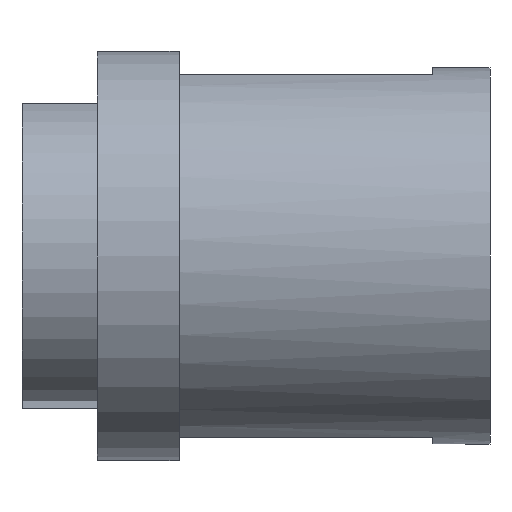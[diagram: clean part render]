
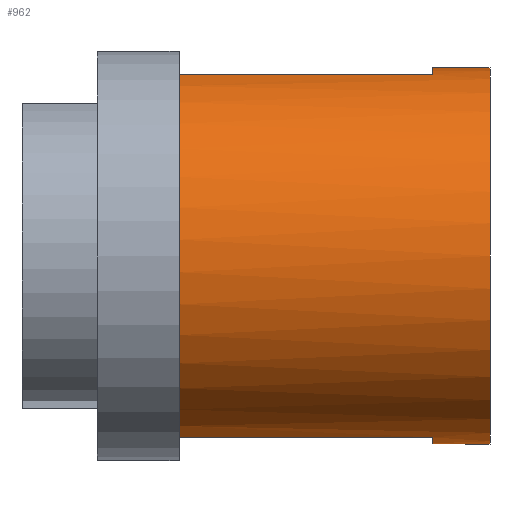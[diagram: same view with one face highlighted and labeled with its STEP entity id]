
A CAD part, front view. The second image highlights one B-rep face of the part: STEP entity #962.
In plain terms, the highlighted cylindrical face has radius 23 mm (diameter 46 mm), a full revolution.
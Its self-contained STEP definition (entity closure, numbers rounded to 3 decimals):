
#48=CYLINDRICAL_SURFACE('',#1067,23.);
#85=FACE_OUTER_BOUND('',#148,.T.);
#148=EDGE_LOOP('',(#805,#806,#807,#808,#809,#810,#811,#812,#813,#814,#815,
#816));
#230=LINE('',#1537,#333);
#231=LINE('',#1540,#334);
#247=LINE('',#1582,#350);
#248=LINE('',#1583,#351);
#249=LINE('',#1584,#352);
#333=VECTOR('',#1255,10.);
#334=VECTOR('',#1258,10.);
#350=VECTOR('',#1292,32.);
#351=VECTOR('',#1293,10.);
#352=VECTOR('',#1294,10.);
#390=CIRCLE('',#1046,23.);
#391=CIRCLE('',#1047,23.);
#392=CIRCLE('',#1048,23.);
#397=CIRCLE('',#1061,23.);
#400=CIRCLE('',#1065,23.);
#402=CIRCLE('',#1068,23.);
#446=VERTEX_POINT('',#1491);
#447=VERTEX_POINT('',#1493);
#448=VERTEX_POINT('',#1495);
#449=VERTEX_POINT('',#1497);
#450=VERTEX_POINT('',#1499);
#463=VERTEX_POINT('',#1535);
#464=VERTEX_POINT('',#1539);
#467=VERTEX_POINT('',#1550);
#478=VERTEX_POINT('',#1573);
#479=VERTEX_POINT('',#1574);
#553=EDGE_CURVE('',#447,#446,#390,.T.);
#555=EDGE_CURVE('',#449,#448,#391,.T.);
#556=EDGE_CURVE('',#450,#449,#392,.T.);
#575=EDGE_CURVE('',#463,#446,#230,.T.);
#576=EDGE_CURVE('',#464,#450,#231,.T.);
#582=EDGE_CURVE('',#467,#467,#397,.F.);
#594=EDGE_CURVE('',#479,#478,#400,.T.);
#597=EDGE_CURVE('',#449,#467,#247,.T.);
#598=EDGE_CURVE('',#448,#479,#248,.T.);
#599=EDGE_CURVE('',#447,#478,#249,.F.);
#600=EDGE_CURVE('',#463,#464,#402,.F.);
#805=ORIENTED_EDGE('',*,*,#556,.T.);
#806=ORIENTED_EDGE('',*,*,#597,.T.);
#807=ORIENTED_EDGE('',*,*,#582,.F.);
#808=ORIENTED_EDGE('',*,*,#597,.F.);
#809=ORIENTED_EDGE('',*,*,#555,.T.);
#810=ORIENTED_EDGE('',*,*,#598,.T.);
#811=ORIENTED_EDGE('',*,*,#594,.T.);
#812=ORIENTED_EDGE('',*,*,#599,.F.);
#813=ORIENTED_EDGE('',*,*,#553,.T.);
#814=ORIENTED_EDGE('',*,*,#575,.F.);
#815=ORIENTED_EDGE('',*,*,#600,.T.);
#816=ORIENTED_EDGE('',*,*,#576,.T.);
#962=ADVANCED_FACE('',(#85),#48,.T.);
#1046=AXIS2_PLACEMENT_3D('',#1494,#1216,#1217);
#1047=AXIS2_PLACEMENT_3D('',#1498,#1219,#1220);
#1048=AXIS2_PLACEMENT_3D('',#1500,#1221,#1222);
#1061=AXIS2_PLACEMENT_3D('',#1551,#1268,#1269);
#1065=AXIS2_PLACEMENT_3D('',#1576,#1285,#1286);
#1067=AXIS2_PLACEMENT_3D('',#1581,#1290,#1291);
#1068=AXIS2_PLACEMENT_3D('',#1585,#1295,#1296);
#1216=DIRECTION('center_axis',(1.,0.,0.));
#1217=DIRECTION('ref_axis',(0.,0.594,0.804));
#1219=DIRECTION('center_axis',(1.,0.,0.));
#1220=DIRECTION('ref_axis',(0.,0.594,0.804));
#1221=DIRECTION('center_axis',(1.,0.,0.));
#1222=DIRECTION('ref_axis',(0.,0.594,0.804));
#1255=DIRECTION('',(-1.,0.,0.));
#1258=DIRECTION('',(-1.,0.,0.));
#1268=DIRECTION('center_axis',(-1.,0.,0.));
#1269=DIRECTION('ref_axis',(0.,0.,-1.));
#1285=DIRECTION('center_axis',(1.,0.,0.));
#1286=DIRECTION('ref_axis',(0.,0.,-1.));
#1290=DIRECTION('center_axis',(-1.,0.,0.));
#1291=DIRECTION('ref_axis',(0.,0.,-1.));
#1292=DIRECTION('',(1.,0.,0.));
#1293=DIRECTION('',(-1.,0.,0.));
#1294=DIRECTION('',(1.,0.,0.));
#1295=DIRECTION('center_axis',(-1.,0.,0.));
#1296=DIRECTION('ref_axis',(0.,0.,-1.));
#1491=CARTESIAN_POINT('',(-5.,15.492,-17.));
#1493=CARTESIAN_POINT('',(-5.,-6.129,-22.168));
#1494=CARTESIAN_POINT('Origin',(-5.,0.,0.));
#1495=CARTESIAN_POINT('',(-5.,-6.129,22.168));
#1497=CARTESIAN_POINT('',(-5.,0.,23.));
#1498=CARTESIAN_POINT('Origin',(-5.,0.,0.));
#1499=CARTESIAN_POINT('',(-5.,15.492,17.));
#1500=CARTESIAN_POINT('Origin',(-5.,0.,0.));
#1535=CARTESIAN_POINT('',(0.,15.492,-17.));
#1537=CARTESIAN_POINT('',(0.,15.492,-17.));
#1539=CARTESIAN_POINT('',(0.,15.492,17.));
#1540=CARTESIAN_POINT('',(0.,15.492,17.));
#1550=CARTESIAN_POINT('',(2.,0.,23.));
#1551=CARTESIAN_POINT('Origin',(2.,0.,0.));
#1573=CARTESIAN_POINT('',(-36.,-6.129,-22.168));
#1574=CARTESIAN_POINT('',(-36.,-6.129,22.168));
#1576=CARTESIAN_POINT('Origin',(-36.,0.,0.));
#1581=CARTESIAN_POINT('Origin',(0.,0.,0.));
#1582=CARTESIAN_POINT('',(0.,0.,23.));
#1583=CARTESIAN_POINT('',(0.,-6.129,22.168));
#1584=CARTESIAN_POINT('',(0.,-6.129,-22.168));
#1585=CARTESIAN_POINT('Origin',(0.,0.,0.));
